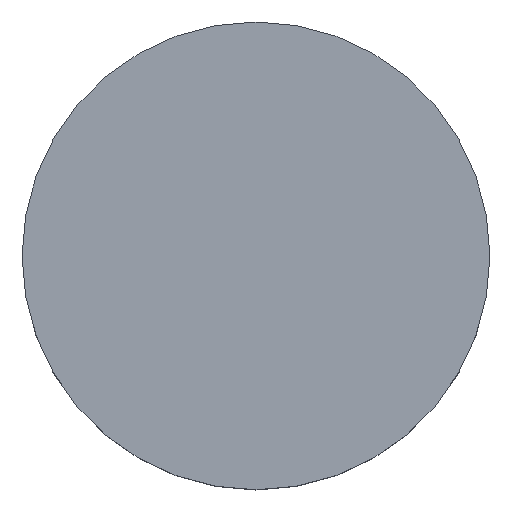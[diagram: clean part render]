
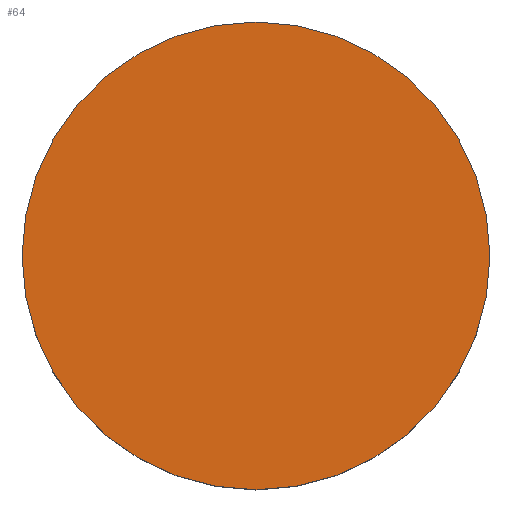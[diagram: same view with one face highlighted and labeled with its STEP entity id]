
A CAD part, top view. The second image highlights one B-rep face of the part: STEP entity #64.
In plain terms, the highlighted planar face has unit normal (0, 0, 1).
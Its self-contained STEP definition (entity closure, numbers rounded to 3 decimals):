
#17=PLANE('',#85);
#21=FACE_OUTER_BOUND('',#26,.T.);
#26=EDGE_LOOP('',(#53));
#35=CIRCLE('',#83,1.);
#39=VERTEX_POINT('',#115);
#43=EDGE_CURVE('',#39,#39,#35,.T.);
#53=ORIENTED_EDGE('',*,*,#43,.T.);
#64=ADVANCED_FACE('',(#21),#17,.T.);
#83=AXIS2_PLACEMENT_3D('',#116,#95,#96);
#85=AXIS2_PLACEMENT_3D('',#120,#100,#101);
#95=DIRECTION('center_axis',(0.,0.,1.));
#96=DIRECTION('ref_axis',(-1.,0.,0.));
#100=DIRECTION('center_axis',(0.,0.,1.));
#101=DIRECTION('ref_axis',(-1.,0.,0.));
#115=CARTESIAN_POINT('',(1.,0.,7.5));
#116=CARTESIAN_POINT('Origin',(0.,0.,7.5));
#120=CARTESIAN_POINT('Origin',(0.,0.,7.5));
